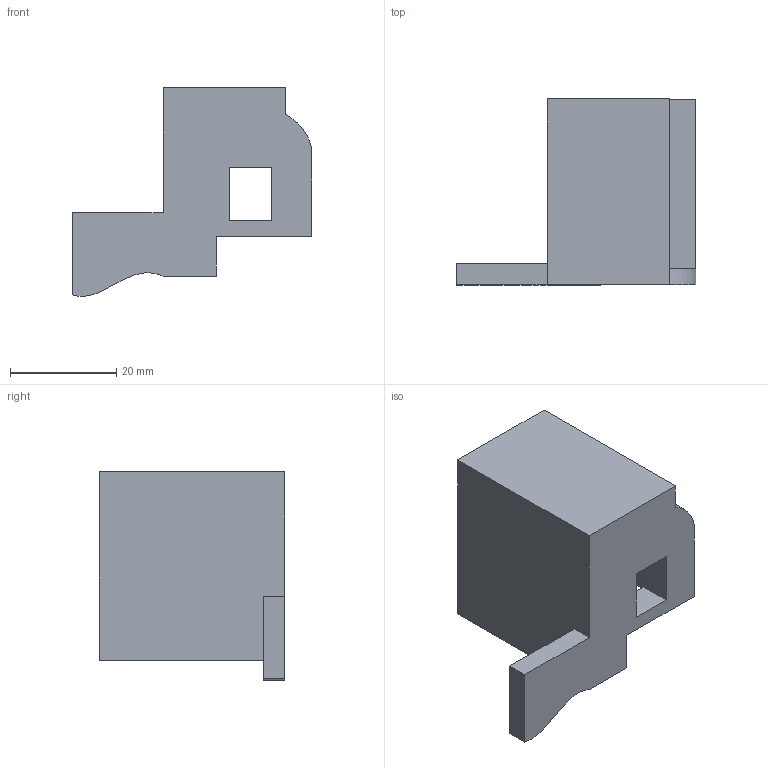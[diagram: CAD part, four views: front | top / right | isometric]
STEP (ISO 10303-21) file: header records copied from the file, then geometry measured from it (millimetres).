
FILE_DESCRIPTION (( 'STEP AP203' ), '1' );
FILE_NAME ('Front Servo Fixture.STEP', '2021-03-26T03:28:29', ( '' ), ( '' ), 'SwSTEP 2.0', 'SolidWorks 2020', '' );
FILE_SCHEMA (( 'CONFIG_CONTROL_DESIGN' ));
Length unit declared in the file: millimetre
Products named in the file (1): Front Servo Fixture
Bounding box: 45.12 x 35 x 39.28 mm (x, y, z)
Volume: 19459.5 mm3; surface area: 7856.7 mm2
Topology: 1 solids, 1 shells, 29 faces, 87 edges, 57 vertices
Faces by surface type: plane 27, bspline 2
Entity records: 1054 total; most frequent: CARTESIAN_POINT 196, ORIENTED_EDGE 174, DIRECTION 139, EDGE_CURVE 87, VECTOR 83, LINE 83, VERTEX_POINT 57, EDGE_LOOP 32
